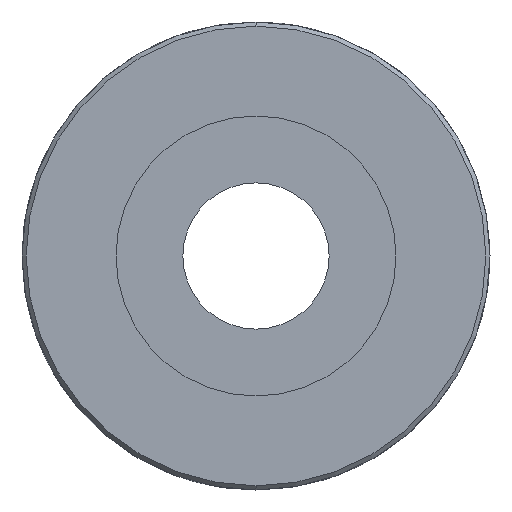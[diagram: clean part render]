
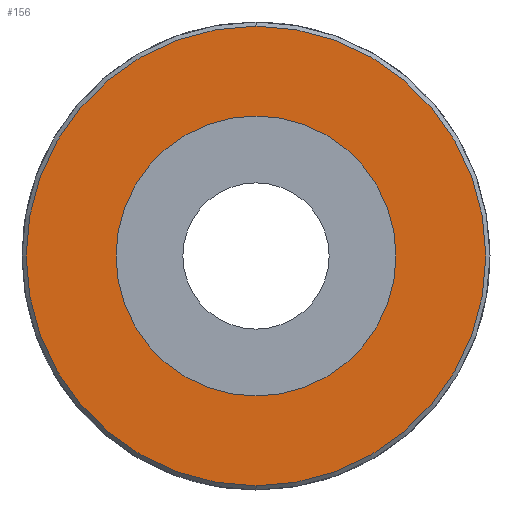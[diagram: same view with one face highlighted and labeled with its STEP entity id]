
A CAD part, left-side view. The second image highlights one B-rep face of the part: STEP entity #156.
In plain terms, the highlighted planar face has unit normal (-1, 0, 0).
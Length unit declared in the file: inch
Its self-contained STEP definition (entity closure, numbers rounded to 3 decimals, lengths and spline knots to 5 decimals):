
#12 = DIRECTION ( 'NONE',  ( -1., 0., 0. ) ) ;
#18 = CARTESIAN_POINT ( 'NONE',  ( -0.1, 0., 0. ) ) ;
#25 = DIRECTION ( 'NONE',  ( -1., 0., 0. ) ) ;
#54 = CIRCLE ( 'NONE', #458, 1.1 ) ;
#92 = ORIENTED_EDGE ( 'NONE', *, *, #670, .T. ) ;
#99 = EDGE_LOOP ( 'NONE', ( #92, #111 ) ) ;
#102 = CIRCLE ( 'NONE', #522, 1.1 ) ;
#109 = EDGE_CURVE ( 'NONE', #540, #349, #217, .T. ) ;
#111 = ORIENTED_EDGE ( 'NONE', *, *, #708, .T. ) ;
#153 = CIRCLE ( 'NONE', #594, 0.67 ) ;
#156 = ADVANCED_FACE ( 'NONE', ( #209, #642 ), #273, .T. ) ;
#183 = DIRECTION ( 'NONE',  ( -1., 0., 0. ) ) ;
#209 = FACE_OUTER_BOUND ( 'NONE', #99, .T. ) ;
#215 = VERTEX_POINT ( 'NONE', #428 ) ;
#217 = CIRCLE ( 'NONE', #320, 0.67 ) ;
#225 = VERTEX_POINT ( 'NONE', #384 ) ;
#246 = DIRECTION ( 'NONE',  ( 0., 0., 1. ) ) ;
#268 = CARTESIAN_POINT ( 'NONE',  ( -0.1, 0., 0. ) ) ;
#273 = PLANE ( 'NONE',  #492 ) ;
#320 = AXIS2_PLACEMENT_3D ( 'NONE', #348, #473, #387 ) ;
#348 = CARTESIAN_POINT ( 'NONE',  ( -0.1, 0., 0. ) ) ;
#349 = VERTEX_POINT ( 'NONE', #703 ) ;
#384 = CARTESIAN_POINT ( 'NONE',  ( -0.1, 0., 1.1 ) ) ;
#387 = DIRECTION ( 'NONE',  ( 0., 0., 1. ) ) ;
#397 = DIRECTION ( 'NONE',  ( 0., 0., 1. ) ) ;
#402 = CARTESIAN_POINT ( 'NONE',  ( -0.1, 0., 0. ) ) ;
#428 = CARTESIAN_POINT ( 'NONE',  ( -0.1, 0., -1.1 ) ) ;
#439 = EDGE_CURVE ( 'NONE', #349, #540, #153, .T. ) ;
#458 = AXIS2_PLACEMENT_3D ( 'NONE', #18, #25, #397 ) ;
#473 = DIRECTION ( 'NONE',  ( -1., 0., 0. ) ) ;
#492 = AXIS2_PLACEMENT_3D ( 'NONE', #268, #496, #595 ) ;
#496 = DIRECTION ( 'NONE',  ( -1., 0., 0. ) ) ;
#522 = AXIS2_PLACEMENT_3D ( 'NONE', #402, #12, #246 ) ;
#540 = VERTEX_POINT ( 'NONE', #678 ) ;
#581 = CARTESIAN_POINT ( 'NONE',  ( -0.1, 0., 0. ) ) ;
#594 = AXIS2_PLACEMENT_3D ( 'NONE', #581, #183, #634 ) ;
#595 = DIRECTION ( 'NONE',  ( 0., 0., 1. ) ) ;
#596 = ORIENTED_EDGE ( 'NONE', *, *, #439, .F. ) ;
#599 = EDGE_LOOP ( 'NONE', ( #596, #638 ) ) ;
#634 = DIRECTION ( 'NONE',  ( 0., 0., 1. ) ) ;
#638 = ORIENTED_EDGE ( 'NONE', *, *, #109, .F. ) ;
#642 = FACE_BOUND ( 'NONE', #599, .T. ) ;
#670 = EDGE_CURVE ( 'NONE', #215, #225, #54, .T. ) ;
#678 = CARTESIAN_POINT ( 'NONE',  ( -0.1, 0., 0.67 ) ) ;
#703 = CARTESIAN_POINT ( 'NONE',  ( -0.1, 0., -0.67 ) ) ;
#708 = EDGE_CURVE ( 'NONE', #225, #215, #102, .T. ) ;
